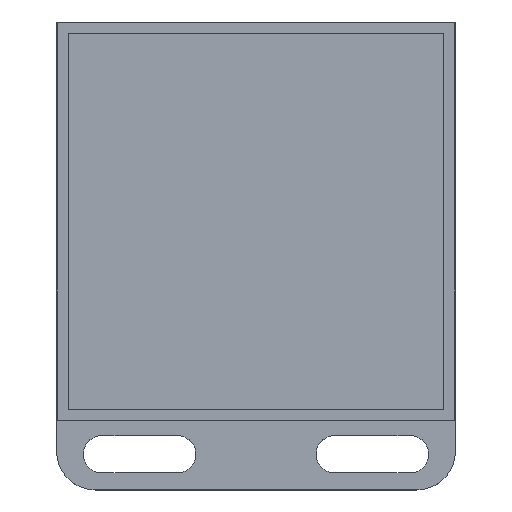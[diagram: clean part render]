
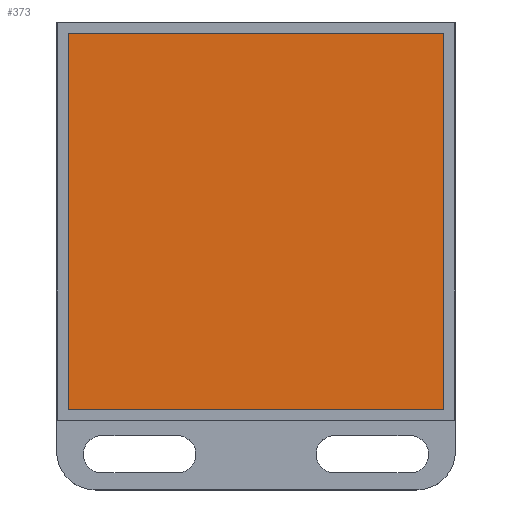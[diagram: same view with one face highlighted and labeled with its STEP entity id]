
A CAD part, top view. The second image highlights one B-rep face of the part: STEP entity #373.
In plain terms, the highlighted planar face has unit normal (0, 0, 1).
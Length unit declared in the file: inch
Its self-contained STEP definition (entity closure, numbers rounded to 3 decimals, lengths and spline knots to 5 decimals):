
#40 = EDGE_CURVE ( 'NONE', #269, #579, #227, .T. ) ;
#94 = VECTOR ( 'NONE', #823, 39.37008 ) ;
#111 = VERTEX_POINT ( 'NONE', #748 ) ;
#114 = ORIENTED_EDGE ( 'NONE', *, *, #40, .T. ) ;
#140 = EDGE_CURVE ( 'NONE', #786, #111, #544, .T. ) ;
#209 = FACE_OUTER_BOUND ( 'NONE', #305, .T. ) ;
#224 = VECTOR ( 'NONE', #333, 39.37008 ) ;
#227 = LINE ( 'NONE', #558, #457 ) ;
#243 = PLANE ( 'NONE',  #652 ) ;
#264 = CARTESIAN_POINT ( 'NONE',  ( 0.95374, -0.77854, 0.32283 ) ) ;
#269 = VERTEX_POINT ( 'NONE', #264 ) ;
#286 = ORIENTED_EDGE ( 'NONE', *, *, #698, .T. ) ;
#297 = ORIENTED_EDGE ( 'NONE', *, *, #794, .T. ) ;
#305 = EDGE_LOOP ( 'NONE', ( #114, #297, #419, #286 ) ) ;
#315 = LINE ( 'NONE', #762, #581 ) ;
#316 = DIRECTION ( 'NONE',  ( 0., 0., 1. ) ) ;
#333 = DIRECTION ( 'NONE',  ( 1., 0., 0. ) ) ;
#346 = CARTESIAN_POINT ( 'NONE',  ( -0.95374, 1.12894, 0.32283 ) ) ;
#373 = ADVANCED_FACE ( 'NONE', ( #209 ), #243, .T. ) ;
#412 = LINE ( 'NONE', #545, #224 ) ;
#419 = ORIENTED_EDGE ( 'NONE', *, *, #140, .T. ) ;
#457 = VECTOR ( 'NONE', #486, 39.37008 ) ;
#486 = DIRECTION ( 'NONE',  ( 0., 1., 0. ) ) ;
#544 = LINE ( 'NONE', #596, #94 ) ;
#545 = CARTESIAN_POINT ( 'NONE',  ( -0.95374, -0.77854, 0.32283 ) ) ;
#558 = CARTESIAN_POINT ( 'NONE',  ( 0.95374, 1.12894, 0.32283 ) ) ;
#579 = VERTEX_POINT ( 'NONE', #645 ) ;
#581 = VECTOR ( 'NONE', #703, 39.37008 ) ;
#596 = CARTESIAN_POINT ( 'NONE',  ( -0.95374, 1.12894, 0.32283 ) ) ;
#645 = CARTESIAN_POINT ( 'NONE',  ( 0.95374, 1.12894, 0.32283 ) ) ;
#652 = AXIS2_PLACEMENT_3D ( 'NONE', #738, #316, #809 ) ;
#698 = EDGE_CURVE ( 'NONE', #111, #269, #412, .T. ) ;
#703 = DIRECTION ( 'NONE',  ( -1., 0., 0. ) ) ;
#738 = CARTESIAN_POINT ( 'NONE',  ( 0., 0., 0.32283 ) ) ;
#748 = CARTESIAN_POINT ( 'NONE',  ( -0.95374, -0.77854, 0.32283 ) ) ;
#762 = CARTESIAN_POINT ( 'NONE',  ( -0.95374, 1.12894, 0.32283 ) ) ;
#786 = VERTEX_POINT ( 'NONE', #346 ) ;
#794 = EDGE_CURVE ( 'NONE', #579, #786, #315, .T. ) ;
#809 = DIRECTION ( 'NONE',  ( 1., 0., 0. ) ) ;
#823 = DIRECTION ( 'NONE',  ( 0., -1., 0. ) ) ;
